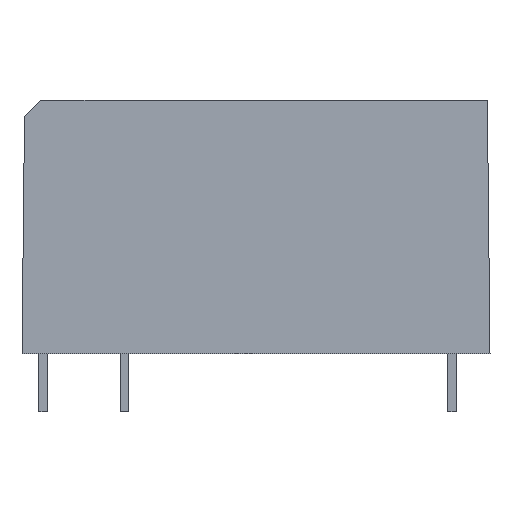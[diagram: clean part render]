
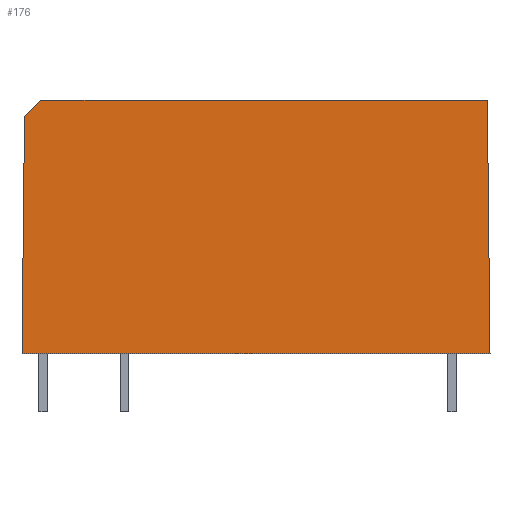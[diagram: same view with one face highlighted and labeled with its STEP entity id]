
A CAD part, left-side view. The second image highlights one B-rep face of the part: STEP entity #176.
In plain terms, the highlighted planar face has unit normal (-1, 0, 0.011).
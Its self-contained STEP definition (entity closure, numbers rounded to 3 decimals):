
#148=AXIS2_PLACEMENT_3D('Plane Axis2P3D',#145,#146,#147) ;
#43=CARTESIAN_POINT('Vertex',(0.,0.,3.6)) ;
#57=CARTESIAN_POINT('Vertex',(0.164,0.164,19.3)) ;
#60=CARTESIAN_POINT('Line Origine',(0.082,0.082,11.45)) ;
#125=CARTESIAN_POINT('Line Origine',(0.164,13.995,19.3)) ;
#129=CARTESIAN_POINT('Vertex',(0.164,27.825,19.3)) ;
#145=CARTESIAN_POINT('Axis2P3D Location',(0.,28.,3.6)) ;
#150=CARTESIAN_POINT('Line Origine',(0.159,28.336,18.8)) ;
#154=CARTESIAN_POINT('Vertex',(0.154,28.846,18.3)) ;
#157=CARTESIAN_POINT('Line Origine',(0.077,28.923,10.95)) ;
#161=CARTESIAN_POINT('Vertex',(0.,29.,3.6)) ;
#164=CARTESIAN_POINT('Line Origine',(0.,14.5,3.6)) ;
#61=DIRECTION('Vector Direction',(0.01,0.01,1.)) ;
#126=DIRECTION('Vector Direction',(0.,-1.,0.)) ;
#146=DIRECTION('Axis2P3D Direction',(1.,0.,-0.01)) ;
#147=DIRECTION('Axis2P3D XDirection',(0.,-1.,0.)) ;
#151=DIRECTION('Vector Direction',(-0.007,0.714,-0.7)) ;
#158=DIRECTION('Vector Direction',(0.01,-0.01,1.)) ;
#165=DIRECTION('Vector Direction',(0.,-1.,0.)) ;
#62=VECTOR('Line Direction',#61,1.) ;
#127=VECTOR('Line Direction',#126,1.) ;
#152=VECTOR('Line Direction',#151,1.) ;
#159=VECTOR('Line Direction',#158,1.) ;
#166=VECTOR('Line Direction',#165,1.) ;
#170=ORIENTED_EDGE('',*,*,#156,.F.) ;
#171=ORIENTED_EDGE('',*,*,#163,.F.) ;
#172=ORIENTED_EDGE('',*,*,#168,.F.) ;
#173=ORIENTED_EDGE('',*,*,#64,.F.) ;
#174=ORIENTED_EDGE('',*,*,#131,.F.) ;
#176=ADVANCED_FACE('RSS-RELAIS',(#175),#149,.F.) ;
#64=EDGE_CURVE('',#58,#44,#63,.F.) ;
#131=EDGE_CURVE('',#130,#58,#128,.T.) ;
#156=EDGE_CURVE('',#155,#130,#153,.F.) ;
#163=EDGE_CURVE('',#162,#155,#160,.T.) ;
#168=EDGE_CURVE('',#44,#162,#167,.F.) ;
#169=EDGE_LOOP('',(#170,#171,#172,#173,#174)) ;
#175=FACE_OUTER_BOUND('',#169,.T.) ;
#63=LINE('Line',#60,#62) ;
#128=LINE('Line',#125,#127) ;
#153=LINE('Line',#150,#152) ;
#160=LINE('Line',#157,#159) ;
#167=LINE('Line',#164,#166) ;
#149=PLANE('',#148) ;
#44=VERTEX_POINT('',#43) ;
#58=VERTEX_POINT('',#57) ;
#130=VERTEX_POINT('',#129) ;
#155=VERTEX_POINT('',#154) ;
#162=VERTEX_POINT('',#161) ;
